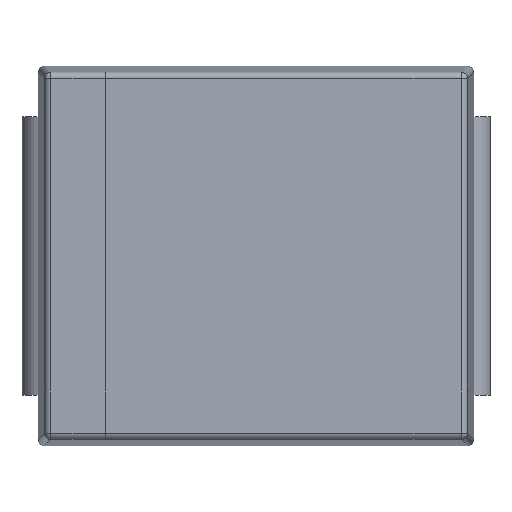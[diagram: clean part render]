
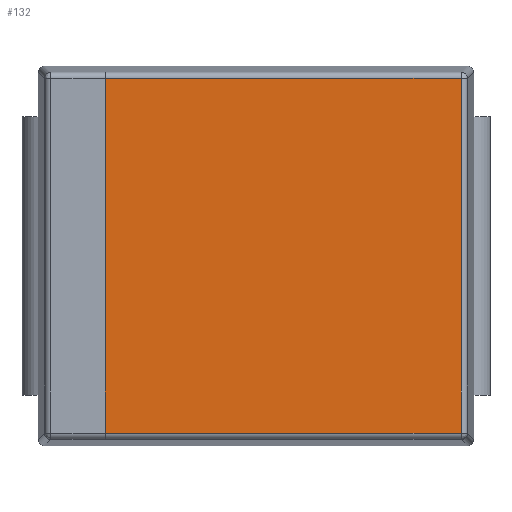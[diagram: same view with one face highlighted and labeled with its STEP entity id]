
A CAD part, top view. The second image highlights one B-rep face of the part: STEP entity #132.
In plain terms, the highlighted planar face has unit normal (0, 0, 1).
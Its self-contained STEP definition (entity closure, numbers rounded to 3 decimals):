
#132=ADVANCED_FACE('',(#890),#892,.T.);
#890=FACE_BOUND('',#891,.T.);
#891=EDGE_LOOP('',(#1684,#1685,#1686,#1687));
#892=PLANE('',#893);
#893=AXIS2_PLACEMENT_3D('',#894,#895,#896);
#894=CARTESIAN_POINT('',(0.,0.,2.1));
#895=DIRECTION('',(0.,0.,1.));
#896=DIRECTION('',(1.,0.,0.));
#1684=ORIENTED_EDGE('',*,*,#2041,.T.);
#1685=ORIENTED_EDGE('',*,*,#2057,.T.);
#1686=ORIENTED_EDGE('',*,*,#2049,.T.);
#1687=ORIENTED_EDGE('',*,*,#2058,.T.);
#2041=EDGE_CURVE('',#2227,#2232,#2234,.T.);
#2049=EDGE_CURVE('',#2248,#2240,#2249,.T.);
#2057=EDGE_CURVE('',#2232,#2248,#2261,.T.);
#2058=EDGE_CURVE('',#2240,#2227,#2262,.T.);
#2227=VERTEX_POINT('',#2528);
#2232=VERTEX_POINT('',#2538);
#2234=LINE('',#2543,#2544);
#2240=VERTEX_POINT('',#2558);
#2248=VERTEX_POINT('',#2576);
#2249=LINE('',#2577,#2578);
#2261=LINE('',#2608,#2609);
#2262=LINE('',#2611,#2612);
#2528=CARTESIAN_POINT('',(-1.192,-1.402,2.1));
#2538=CARTESIAN_POINT('',(1.622,-1.402,2.1));
#2543=CARTESIAN_POINT('',(-1.192,-1.402,2.1));
#2544=VECTOR('',#2545,1.);
#2545=DIRECTION('',(1.,0.,0.));
#2558=CARTESIAN_POINT('',(-1.192,1.402,2.1));
#2576=CARTESIAN_POINT('',(1.622,1.402,2.1));
#2577=CARTESIAN_POINT('',(1.622,1.402,2.1));
#2578=VECTOR('',#2579,1.);
#2579=DIRECTION('',(-1.,0.,0.));
#2608=CARTESIAN_POINT('',(1.622,-1.402,2.1));
#2609=VECTOR('',#2610,1.);
#2610=DIRECTION('',(0.,1.,0.));
#2611=CARTESIAN_POINT('',(-1.192,1.402,2.1));
#2612=VECTOR('',#2613,1.);
#2613=DIRECTION('',(0.,-1.,0.));
